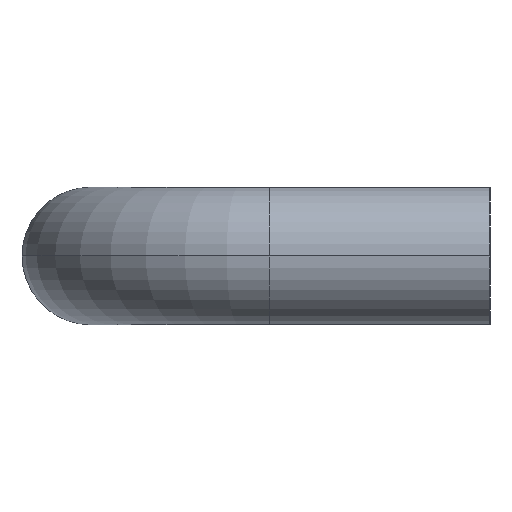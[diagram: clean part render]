
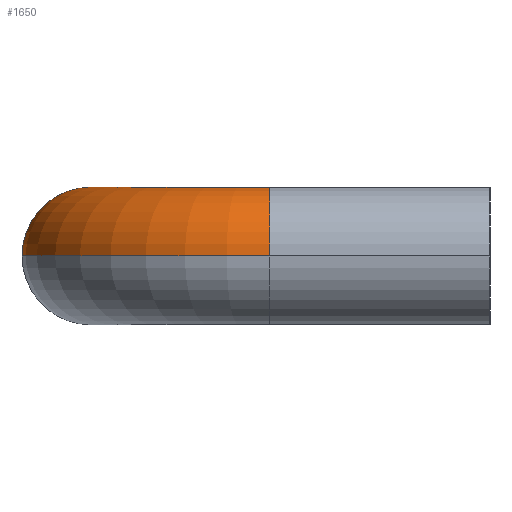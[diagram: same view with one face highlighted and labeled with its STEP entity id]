
A CAD part, left-side view. The second image highlights one B-rep face of the part: STEP entity #1650.
In plain terms, the highlighted toroidal (fillet/blend) face has major radius 13 mm and minor radius 5 mm.
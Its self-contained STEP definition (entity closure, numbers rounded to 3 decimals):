
#100=CARTESIAN_POINT('',(13.,24.,0.));
#110=VERTEX_POINT('',#100);
#160=CARTESIAN_POINT('',(13.,29.,0.));
#170=DIRECTION('',(-1.,0.,0.));
#180=DIRECTION('',(0.,1.,0.));
#190=AXIS2_PLACEMENT_3D('',#160,#170,#180);
#200=CIRCLE('',#190,5.);
#210=CARTESIAN_POINT('',(13.,29.,5.));
#220=VERTEX_POINT('',#210);
#230=EDGE_CURVE('',#110,#220,#200,.T.);
#250=CARTESIAN_POINT('',(13.,34.,0.));
#260=VERTEX_POINT('',#250);
#270=EDGE_CURVE('',#220,#260,#200,.T.);
#1310=CARTESIAN_POINT('',(13.,16.,0.));
#1320=DIRECTION('',(0.,0.,1.));
#1330=DIRECTION('',(0.,1.,0.));
#1340=AXIS2_PLACEMENT_3D('',#1310,#1320,#1330);
#1350=TOROIDAL_SURFACE('',#1340,13.,5.);
#1360=CARTESIAN_POINT('',(13.,16.,0.));
#1370=DIRECTION('',(0.,0.,1.));
#1380=DIRECTION('',(0.,1.,0.));
#1390=AXIS2_PLACEMENT_3D('',#1360,#1370,#1380);
#1400=CIRCLE('',#1390,18.);
#1410=CARTESIAN_POINT('',(-5.,16.,0.));
#1420=VERTEX_POINT('',#1410);
#1430=EDGE_CURVE('',#260,#1420,#1400,.T.);
#1440=ORIENTED_EDGE('',*,*,#1430,.T.);
#1450=ORIENTED_EDGE('',*,*,#270,.T.);
#1460=ORIENTED_EDGE('',*,*,#230,.T.);
#1470=CARTESIAN_POINT('',(13.,16.,0.));
#1480=DIRECTION('',(0.,0.,1.));
#1490=DIRECTION('',(0.,1.,0.));
#1500=AXIS2_PLACEMENT_3D('',#1470,#1480,#1490);
#1510=CIRCLE('',#1500,8.);
#1520=CARTESIAN_POINT('',(5.,16.,0.));
#1530=VERTEX_POINT('',#1520);
#1540=EDGE_CURVE('',#110,#1530,#1510,.T.);
#1550=ORIENTED_EDGE('',*,*,#1540,.F.);
#1560=CARTESIAN_POINT('',(0.,16.,0.));
#1570=DIRECTION('',(0.,-1.,0.));
#1580=DIRECTION('',(-1.,0.,0.));
#1590=AXIS2_PLACEMENT_3D('',#1560,#1570,#1580);
#1600=CIRCLE('',#1590,5.);
#1610=EDGE_CURVE('',#1530,#1420,#1600,.T.);
#1620=ORIENTED_EDGE('',*,*,#1610,.F.);
#1630=EDGE_LOOP('',(#1620,#1550,#1460,#1450,#1440));
#1640=FACE_OUTER_BOUND('',#1630,.T.);
#1650=ADVANCED_FACE('',(#1640),#1350,.T.);
